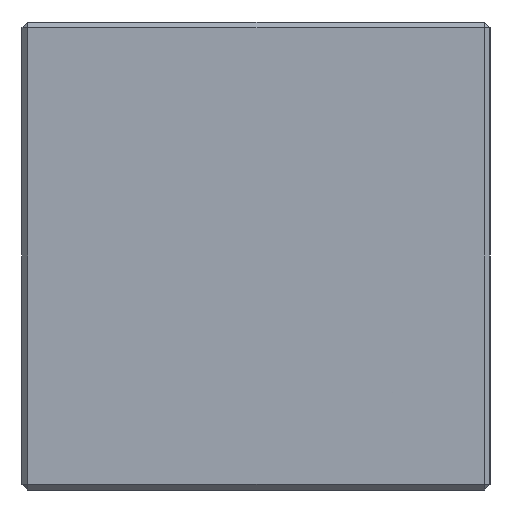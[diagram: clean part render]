
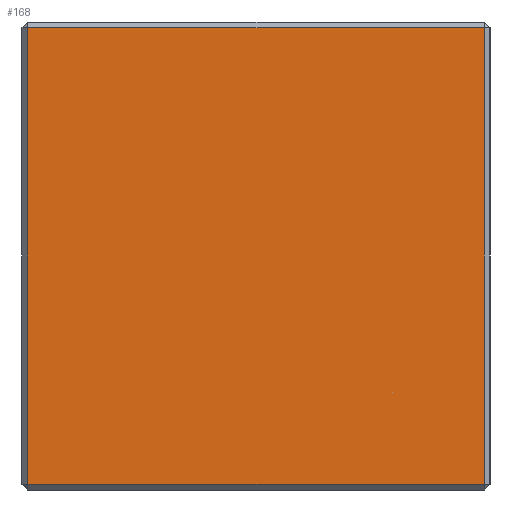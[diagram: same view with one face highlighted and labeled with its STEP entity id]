
A CAD part, left-side view. The second image highlights one B-rep face of the part: STEP entity #168.
In plain terms, the highlighted planar face has unit normal (-1, 0, 0).
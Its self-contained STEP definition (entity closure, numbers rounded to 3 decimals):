
#141=FACE_OUTER_BOUND('',#444,.T.);
#168=ADVANCED_FACE('',(#141),#229,.F.);
#229=PLANE('',#904);
#273=LINE('',#1302,#321);
#274=LINE('',#1305,#322);
#275=LINE('',#1307,#323);
#276=LINE('',#1309,#324);
#321=VECTOR('',#1040,1.);
#322=VECTOR('',#1041,1.);
#323=VECTOR('',#1042,1.);
#324=VECTOR('',#1043,1.);
#444=EDGE_LOOP('',(#556,#557,#558,#559));
#556=ORIENTED_EDGE('',*,*,#797,.T.);
#557=ORIENTED_EDGE('',*,*,#798,.T.);
#558=ORIENTED_EDGE('',*,*,#799,.T.);
#559=ORIENTED_EDGE('',*,*,#800,.T.);
#728=VERTEX_POINT('',#1303);
#729=VERTEX_POINT('',#1304);
#730=VERTEX_POINT('',#1306);
#731=VERTEX_POINT('',#1308);
#797=EDGE_CURVE('',#728,#729,#273,.T.);
#798=EDGE_CURVE('',#729,#730,#274,.T.);
#799=EDGE_CURVE('',#730,#731,#275,.T.);
#800=EDGE_CURVE('',#731,#728,#276,.T.);
#904=AXIS2_PLACEMENT_3D('',#1310,#1044,#1045);
#1040=DIRECTION('',(0.,-1.,0.));
#1041=DIRECTION('',(0.,0.,1.));
#1042=DIRECTION('',(0.,1.,0.));
#1043=DIRECTION('',(0.,0.,-1.));
#1044=DIRECTION('',(1.,0.,0.));
#1045=DIRECTION('',(0.,0.,-1.));
#1302=CARTESIAN_POINT('',(-51.,0.,-39.));
#1303=CARTESIAN_POINT('',(-51.,39.,-39.));
#1304=CARTESIAN_POINT('',(-51.,-39.,-39.));
#1305=CARTESIAN_POINT('',(-51.,-39.,0.));
#1306=CARTESIAN_POINT('',(-51.,-39.,39.));
#1307=CARTESIAN_POINT('',(-51.,0.,39.));
#1308=CARTESIAN_POINT('',(-51.,39.,39.));
#1309=CARTESIAN_POINT('',(-51.,39.,0.));
#1310=CARTESIAN_POINT('',(-51.,0.,0.));
